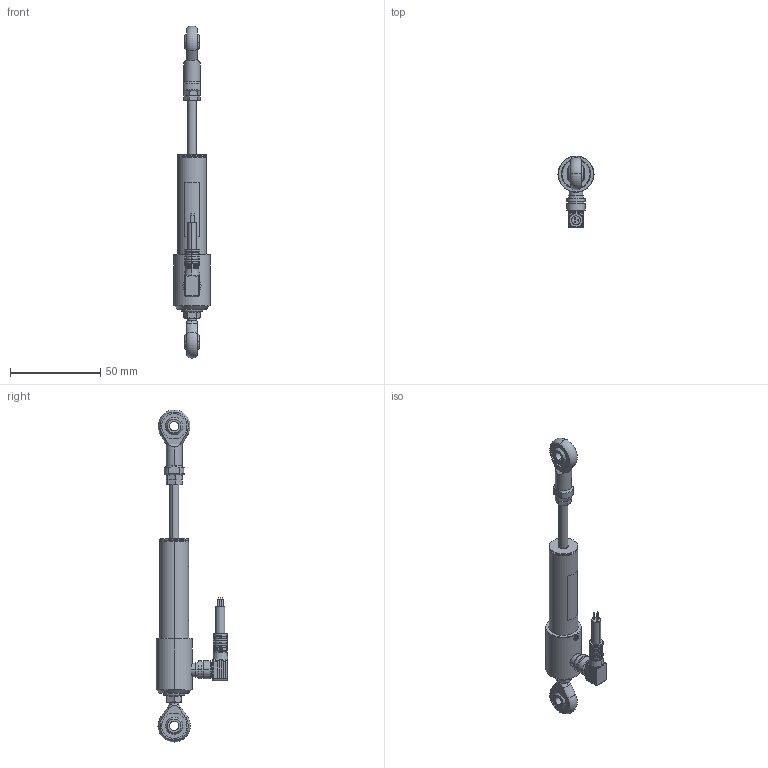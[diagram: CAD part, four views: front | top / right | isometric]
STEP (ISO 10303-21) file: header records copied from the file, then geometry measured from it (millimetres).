
FILE_DESCRIPTION (( 'STEP AP214' ), '1' );
FILE_NAME ('TX2_0025_Stecker_aus.STEP', '2011-01-17T12:32:01', ( 'novotechnik' ), ( 'novotechnik' ), 'SwSTEP 2.0', 'SolidWorks 2010', '' );
FILE_SCHEMA (( 'AUTOMOTIVE_DESIGN' ));
Length unit declared in the file: millimetre
Products named in the file (1): TX2_0025_Stecker_aus
Bounding box: 20 x 39.8 x 184.27 mm (x, y, z)
Surface area: 11387.6 mm2 (no closed solid volume)
Topology: 0 solids, 18 shells, 471 faces, 1266 edges, 778 vertices
Faces by surface type: cylinder 172, plane 143, cone 56, torus 54, bspline 38, sphere 8
Entity records: 20981 total; most frequent: CARTESIAN_POINT 4560, DIRECTION 2376, ORIENTED_EDGE 2248, EDGE_CURVE 1244, AXIS2_PLACEMENT_3D 966, VERTEX_POINT 772, CIRCLE 532, EDGE_LOOP 507
